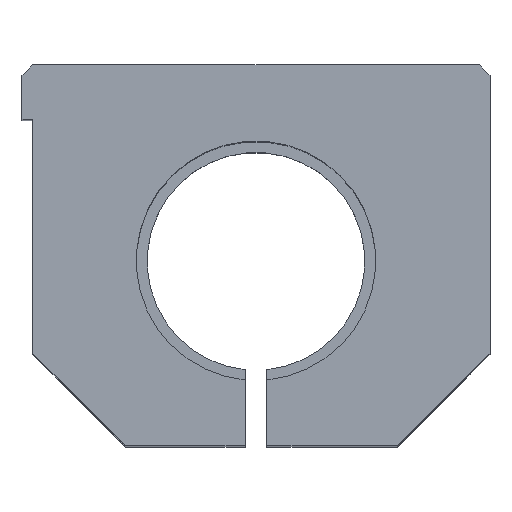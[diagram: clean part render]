
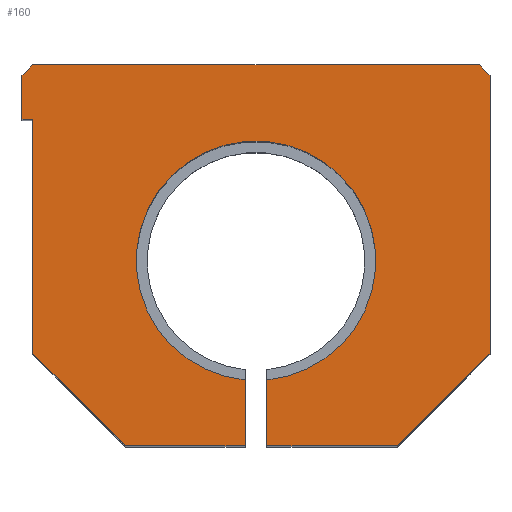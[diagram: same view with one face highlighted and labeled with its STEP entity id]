
A CAD part, top view. The second image highlights one B-rep face of the part: STEP entity #160.
In plain terms, the highlighted planar face has unit normal (0, 0, 1).
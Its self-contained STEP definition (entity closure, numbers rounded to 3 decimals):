
#160 = ADVANCED_FACE( '', ( #372 ), #373, .T. );
#372 = FACE_OUTER_BOUND( '', #635, .T. );
#373 = PLANE( '', #636 );
#635 = EDGE_LOOP( '', ( #1027, #1028, #1029, #1030, #1031, #1032, #1033, #1034, #1035, #1036, #1037, #1038, #1039, #1040 ) );
#636 = AXIS2_PLACEMENT_3D( '', #1041, #1042, #1043 );
#1027 = ORIENTED_EDGE( '', *, *, #1535, .F. );
#1028 = ORIENTED_EDGE( '', *, *, #1524, .T. );
#1029 = ORIENTED_EDGE( '', *, *, #1536, .T. );
#1030 = ORIENTED_EDGE( '', *, *, #1537, .T. );
#1031 = ORIENTED_EDGE( '', *, *, #1538, .T. );
#1032 = ORIENTED_EDGE( '', *, *, #1509, .T. );
#1033 = ORIENTED_EDGE( '', *, *, #1518, .T. );
#1034 = ORIENTED_EDGE( '', *, *, #1481, .T. );
#1035 = ORIENTED_EDGE( '', *, *, #1539, .T. );
#1036 = ORIENTED_EDGE( '', *, *, #1540, .T. );
#1037 = ORIENTED_EDGE( '', *, *, #1541, .T. );
#1038 = ORIENTED_EDGE( '', *, *, #1542, .T. );
#1039 = ORIENTED_EDGE( '', *, *, #1543, .T. );
#1040 = ORIENTED_EDGE( '', *, *, #1460, .T. );
#1041 = CARTESIAN_POINT( '', ( 0., 0., 76. ) );
#1042 = DIRECTION( '', ( 0., 0., 1. ) );
#1043 = DIRECTION( '', ( 1., 0., 0. ) );
#1460 = EDGE_CURVE( '', #1744, #1741, #1745, .T. );
#1481 = EDGE_CURVE( '', #1777, #1775, #1778, .T. );
#1509 = EDGE_CURVE( '', #1822, #1820, #1823, .T. );
#1518 = EDGE_CURVE( '', #1820, #1777, #1835, .T. );
#1524 = EDGE_CURVE( '', #1843, #1844, #1845, .T. );
#1535 = EDGE_CURVE( '', #1843, #1741, #1861, .T. );
#1536 = EDGE_CURVE( '', #1844, #1862, #1863, .T. );
#1537 = EDGE_CURVE( '', #1862, #1864, #1865, .T. );
#1538 = EDGE_CURVE( '', #1864, #1822, #1866, .T. );
#1539 = EDGE_CURVE( '', #1775, #1867, #1868, .T. );
#1540 = EDGE_CURVE( '', #1867, #1869, #1870, .T. );
#1541 = EDGE_CURVE( '', #1869, #1871, #1872, .T. );
#1542 = EDGE_CURVE( '', #1871, #1873, #1874, .T. );
#1543 = EDGE_CURVE( '', #1873, #1744, #1875, .T. );
#1741 = VERTEX_POINT( '', #2170 );
#1744 = VERTEX_POINT( '', #2174 );
#1745 = CIRCLE( '', #2175, 11. );
#1775 = VERTEX_POINT( '', #2211 );
#1777 = VERTEX_POINT( '', #2214 );
#1778 = LINE( '', #2215, #2216 );
#1820 = VERTEX_POINT( '', #2272 );
#1822 = VERTEX_POINT( '', #2275 );
#1823 = LINE( '', #2276, #2277 );
#1835 = LINE( '', #2292, #2293 );
#1843 = VERTEX_POINT( '', #2303 );
#1844 = VERTEX_POINT( '', #2304 );
#1845 = LINE( '', #2305, #2306 );
#1861 = LINE( '', #2329, #2330 );
#1862 = VERTEX_POINT( '', #2331 );
#1863 = LINE( '', #2332, #2333 );
#1864 = VERTEX_POINT( '', #2334 );
#1865 = LINE( '', #2335, #2336 );
#1866 = LINE( '', #2337, #2338 );
#1867 = VERTEX_POINT( '', #2339 );
#1868 = LINE( '', #2340, #2341 );
#1869 = VERTEX_POINT( '', #2342 );
#1870 = LINE( '', #2343, #2344 );
#1871 = VERTEX_POINT( '', #2345 );
#1872 = LINE( '', #2346, #2347 );
#1873 = VERTEX_POINT( '', #2348 );
#1874 = LINE( '', #2349, #2350 );
#1875 = LINE( '', #2351, #2352 );
#2170 = CARTESIAN_POINT( '', ( 1., 6.046, 76. ) );
#2174 = CARTESIAN_POINT( '', ( -1., 6.046, 76. ) );
#2175 = AXIS2_PLACEMENT_3D( '', #2611, #2612, #2613 );
#2211 = CARTESIAN_POINT( '', ( -21.5, 30., 76. ) );
#2214 = CARTESIAN_POINT( '', ( -21.5, 34., 76. ) );
#2215 = CARTESIAN_POINT( '', ( -21.5, 34., 76. ) );
#2216 = VECTOR( '', #2642, 1000. );
#2272 = CARTESIAN_POINT( '', ( -20.5, 35., 76. ) );
#2275 = CARTESIAN_POINT( '', ( 20.5, 35., 76. ) );
#2276 = CARTESIAN_POINT( '', ( 20.5, 35., 76. ) );
#2277 = VECTOR( '', #2673, 1000. );
#2292 = CARTESIAN_POINT( '', ( -20.5, 35., 76. ) );
#2293 = VECTOR( '', #2686, 1000. );
#2303 = CARTESIAN_POINT( '', ( 1., 0., 76. ) );
#2304 = CARTESIAN_POINT( '', ( 13., 0., 76. ) );
#2305 = CARTESIAN_POINT( '', ( -12., 0., 76. ) );
#2306 = VECTOR( '', #2692, 1000. );
#2329 = CARTESIAN_POINT( '', ( 1., 0., 76. ) );
#2330 = VECTOR( '', #2703, 1000. );
#2331 = CARTESIAN_POINT( '', ( 21.5, 8.5, 76. ) );
#2332 = CARTESIAN_POINT( '', ( 13., 0., 76. ) );
#2333 = VECTOR( '', #2704, 1000. );
#2334 = CARTESIAN_POINT( '', ( 21.5, 34., 76. ) );
#2335 = CARTESIAN_POINT( '', ( 21.5, 8.5, 76. ) );
#2336 = VECTOR( '', #2705, 1000. );
#2337 = CARTESIAN_POINT( '', ( 21.5, 34., 76. ) );
#2338 = VECTOR( '', #2706, 1000. );
#2339 = CARTESIAN_POINT( '', ( -20.5, 30., 76. ) );
#2340 = CARTESIAN_POINT( '', ( -21.5, 30., 76. ) );
#2341 = VECTOR( '', #2707, 1000. );
#2342 = CARTESIAN_POINT( '', ( -20.5, 8.5, 76. ) );
#2343 = CARTESIAN_POINT( '', ( -20.5, 30., 76. ) );
#2344 = VECTOR( '', #2708, 1000. );
#2345 = CARTESIAN_POINT( '', ( -12., 0., 76. ) );
#2346 = CARTESIAN_POINT( '', ( -20.5, 8.5, 76. ) );
#2347 = VECTOR( '', #2709, 1000. );
#2348 = CARTESIAN_POINT( '', ( -1., 0., 76. ) );
#2349 = CARTESIAN_POINT( '', ( -12., 0., 76. ) );
#2350 = VECTOR( '', #2710, 1000. );
#2351 = CARTESIAN_POINT( '', ( -1., 0., 76. ) );
#2352 = VECTOR( '', #2711, 1000. );
#2611 = CARTESIAN_POINT( '', ( 0., 17., 76. ) );
#2612 = DIRECTION( '', ( 0., 0., -1. ) );
#2613 = DIRECTION( '', ( -1., 0., 0. ) );
#2642 = DIRECTION( '', ( 0., -1., 0. ) );
#2673 = DIRECTION( '', ( -1., 0., 0. ) );
#2686 = DIRECTION( '', ( -0.707, -0.707, 0. ) );
#2692 = DIRECTION( '', ( 1., 0., 0. ) );
#2703 = DIRECTION( '', ( 0., 1., 0. ) );
#2704 = DIRECTION( '', ( 0.707, 0.707, 0. ) );
#2705 = DIRECTION( '', ( 0., 1., 0. ) );
#2706 = DIRECTION( '', ( -0.707, 0.707, 0. ) );
#2707 = DIRECTION( '', ( 1., 0., 0. ) );
#2708 = DIRECTION( '', ( 0., -1., 0. ) );
#2709 = DIRECTION( '', ( 0.707, -0.707, 0. ) );
#2710 = DIRECTION( '', ( 1., 0., 0. ) );
#2711 = DIRECTION( '', ( 0., 1., 0. ) );
